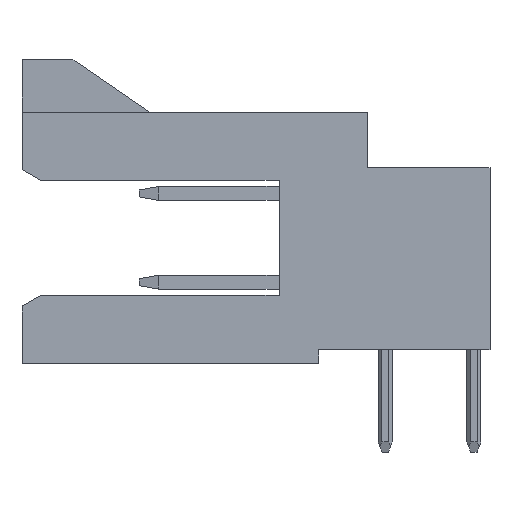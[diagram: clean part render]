
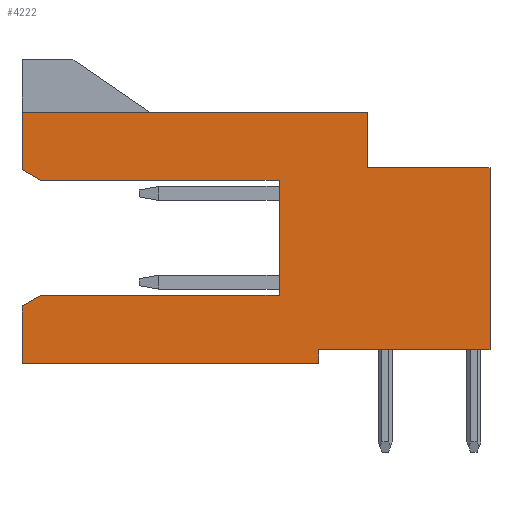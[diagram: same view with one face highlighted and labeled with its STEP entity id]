
A CAD part, left-side view. The second image highlights one B-rep face of the part: STEP entity #4222.
In plain terms, the highlighted planar face has unit normal (-1, 0, 0).
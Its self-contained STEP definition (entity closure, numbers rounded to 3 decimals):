
#536=CARTESIAN_POINT('',(-2.887,-6.3,2.201));
#537=VERTEX_POINT('',#536);
#544=CARTESIAN_POINT('',(-2.887,-6.3,-2.999));
#545=VERTEX_POINT('',#544);
#546=CARTESIAN_POINT('',(-2.887,-6.3,2.201));
#547=DIRECTION('',(0.,0.,-1.));
#548=VECTOR('',#547,5.2);
#549=LINE('',#546,#548);
#550=EDGE_CURVE('',#537,#545,#549,.T.);
#566=CARTESIAN_POINT('',(-2.887,-2.8,2.201));
#567=VERTEX_POINT('',#566);
#568=CARTESIAN_POINT('',(-2.887,-2.8,2.201));
#569=DIRECTION('',(0.,-1.,0.));
#570=VECTOR('',#569,3.5);
#571=LINE('',#568,#570);
#572=EDGE_CURVE('',#567,#537,#571,.T.);
#591=CARTESIAN_POINT('',(-2.887,-2.8,3.801));
#592=VERTEX_POINT('',#591);
#599=CARTESIAN_POINT('',(-2.887,-2.8,3.801));
#600=DIRECTION('',(0.,0.,-1.));
#601=VECTOR('',#600,1.6);
#602=LINE('',#599,#601);
#603=EDGE_CURVE('',#592,#567,#602,.T.);
#4107=CARTESIAN_POINT('',(-2.887,-1.4,-2.999));
#4108=VERTEX_POINT('',#4107);
#4109=CARTESIAN_POINT('',(-2.887,-6.3,-2.999));
#4110=DIRECTION('',(0.,1.,0.));
#4111=VECTOR('',#4110,4.9);
#4112=LINE('',#4109,#4111);
#4113=EDGE_CURVE('',#545,#4108,#4112,.T.);
#4133=CARTESIAN_POINT('',(-2.887,0.4,1.126));
#4134=DIRECTION('',(0.,0.,1.));
#4135=DIRECTION('',(-1.,0.,0.));
#4136=AXIS2_PLACEMENT_3D('',#4133,#4135,#4134);
#4137=PLANE('',#4136);
#4138=CARTESIAN_POINT('',(-2.887,-0.26,1.851));
#4139=VERTEX_POINT('',#4138);
#4140=CARTESIAN_POINT('',(-2.887,-0.26,-1.449));
#4141=VERTEX_POINT('',#4140);
#4142=CARTESIAN_POINT('',(-2.887,-0.26,1.851));
#4143=DIRECTION('',(0.,0.,-1.));
#4144=VECTOR('',#4143,3.3);
#4145=LINE('',#4142,#4144);
#4146=EDGE_CURVE('',#4139,#4141,#4145,.T.);
#4147=ORIENTED_EDGE('',*,*,#4146,.T.);
#4148=CARTESIAN_POINT('',(-2.887,6.581,-1.449));
#4149=VERTEX_POINT('',#4148);
#4150=CARTESIAN_POINT('',(-2.887,-0.26,-1.449));
#4151=DIRECTION('',(0.,1.,0.));
#4152=VECTOR('',#4151,6.84);
#4153=LINE('',#4150,#4152);
#4154=EDGE_CURVE('',#4141,#4149,#4153,.T.);
#4155=ORIENTED_EDGE('',*,*,#4154,.T.);
#4156=CARTESIAN_POINT('',(-2.887,7.1,-1.749));
#4157=VERTEX_POINT('',#4156);
#4158=CARTESIAN_POINT('',(-2.887,6.581,-1.449));
#4159=DIRECTION('',(0.,0.866,-0.5));
#4160=VECTOR('',#4159,0.6);
#4161=LINE('',#4158,#4160);
#4162=EDGE_CURVE('',#4149,#4157,#4161,.T.);
#4163=ORIENTED_EDGE('',*,*,#4162,.T.);
#4164=CARTESIAN_POINT('',(-2.887,7.1,-3.399));
#4165=VERTEX_POINT('',#4164);
#4166=CARTESIAN_POINT('',(-2.887,7.1,-1.749));
#4167=DIRECTION('',(0.,0.,-1.));
#4168=VECTOR('',#4167,1.65);
#4169=LINE('',#4166,#4168);
#4170=EDGE_CURVE('',#4157,#4165,#4169,.T.);
#4171=ORIENTED_EDGE('',*,*,#4170,.T.);
#4172=CARTESIAN_POINT('',(-2.887,-1.4,-3.399));
#4173=VERTEX_POINT('',#4172);
#4174=CARTESIAN_POINT('',(-2.887,7.1,-3.399));
#4175=DIRECTION('',(0.,-1.,0.));
#4176=VECTOR('',#4175,8.5);
#4177=LINE('',#4174,#4176);
#4178=EDGE_CURVE('',#4165,#4173,#4177,.T.);
#4179=ORIENTED_EDGE('',*,*,#4178,.T.);
#4180=CARTESIAN_POINT('',(-2.887,-1.4,-3.399));
#4181=DIRECTION('',(0.,0.,1.));
#4182=VECTOR('',#4181,0.4);
#4183=LINE('',#4180,#4182);
#4184=EDGE_CURVE('',#4173,#4108,#4183,.T.);
#4185=ORIENTED_EDGE('',*,*,#4184,.T.);
#4186=ORIENTED_EDGE('',*,*,#4113,.F.);
#4187=ORIENTED_EDGE('',*,*,#550,.F.);
#4188=ORIENTED_EDGE('',*,*,#572,.F.);
#4189=ORIENTED_EDGE('',*,*,#603,.F.);
#4190=CARTESIAN_POINT('',(-2.887,7.1,3.801));
#4191=VERTEX_POINT('',#4190);
#4192=CARTESIAN_POINT('',(-2.887,-2.8,3.801));
#4193=DIRECTION('',(0.,1.,0.));
#4194=VECTOR('',#4193,9.9);
#4195=LINE('',#4192,#4194);
#4196=EDGE_CURVE('',#592,#4191,#4195,.T.);
#4197=ORIENTED_EDGE('',*,*,#4196,.T.);
#4198=CARTESIAN_POINT('',(-2.887,7.1,2.151));
#4199=VERTEX_POINT('',#4198);
#4200=CARTESIAN_POINT('',(-2.887,7.1,3.801));
#4201=DIRECTION('',(0.,0.,-1.));
#4202=VECTOR('',#4201,1.65);
#4203=LINE('',#4200,#4202);
#4204=EDGE_CURVE('',#4191,#4199,#4203,.T.);
#4205=ORIENTED_EDGE('',*,*,#4204,.T.);
#4206=CARTESIAN_POINT('',(-2.887,6.581,1.851));
#4207=VERTEX_POINT('',#4206);
#4208=CARTESIAN_POINT('',(-2.887,7.1,2.151));
#4209=DIRECTION('',(0.,-0.866,-0.5));
#4210=VECTOR('',#4209,0.6);
#4211=LINE('',#4208,#4210);
#4212=EDGE_CURVE('',#4199,#4207,#4211,.T.);
#4213=ORIENTED_EDGE('',*,*,#4212,.T.);
#4214=CARTESIAN_POINT('',(-2.887,6.581,1.851));
#4215=DIRECTION('',(0.,-1.,0.));
#4216=VECTOR('',#4215,6.84);
#4217=LINE('',#4214,#4216);
#4218=EDGE_CURVE('',#4207,#4139,#4217,.T.);
#4219=ORIENTED_EDGE('',*,*,#4218,.T.);
#4220=EDGE_LOOP('',(#4147,#4155,#4163,#4171,#4179,#4185,#4186,#4187,#4188,#4189,#4197,#4205,#4213,#4219));
#4221=FACE_OUTER_BOUND('',#4220,.T.);
#4222=ADVANCED_FACE('',(#4221),#4137,.T.);
